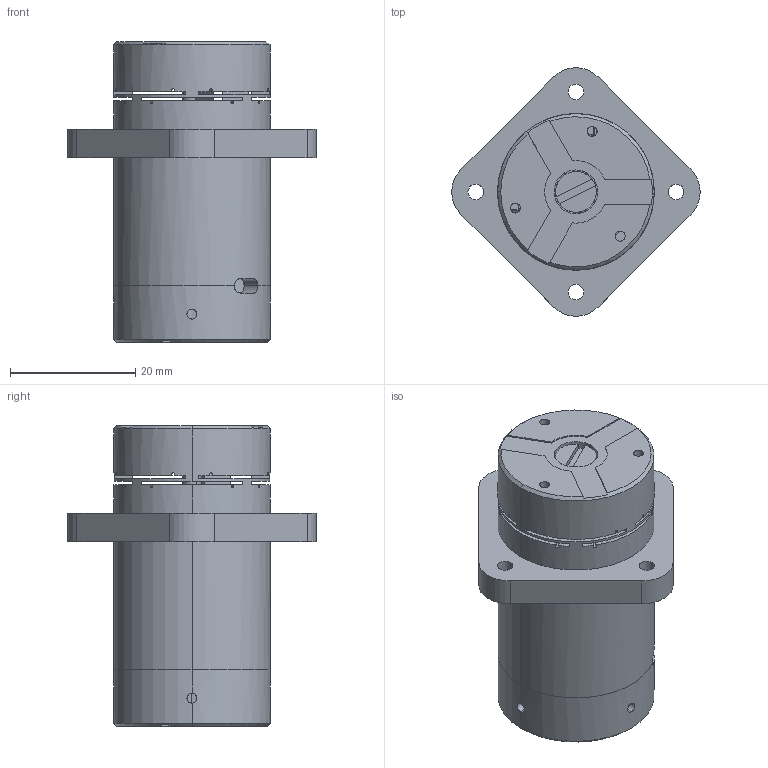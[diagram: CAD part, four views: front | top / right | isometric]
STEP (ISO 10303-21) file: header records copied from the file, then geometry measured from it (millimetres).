
FILE_DESCRIPTION (( 'STEP AP203' ), '1' );
FILE_NAME ('NS-RB4-02 总装图.STEP', '2020-09-08T05:42:40', ( '微软用户' ), ( '微软中国' ), 'SwSTEP 2.0', 'SolidWorks 2017', '' );
FILE_SCHEMA (( 'CONFIG_CONTROL_DESIGN' ));
Length unit declared in the file: millimetre
Products named in the file (1): NS-RB4-02 軞蚾芞
Bounding box: 39.68 x 39.66 x 48 mm (x, y, z)
Surface area: 8866.1 mm2 (no closed solid volume)
Topology: 0 solids, 18 shells, 254 faces, 931 edges, 672 vertices
Faces by surface type: plane 122, cylinder 112, cone 12, torus 8
Entity records: 10695 total; most frequent: CARTESIAN_POINT 2782, DIRECTION 1679, ORIENTED_EDGE 1440, EDGE_CURVE 923, VERTEX_POINT 672, AXIS2_PLACEMENT_3D 617, LINE 445, VECTOR 445
